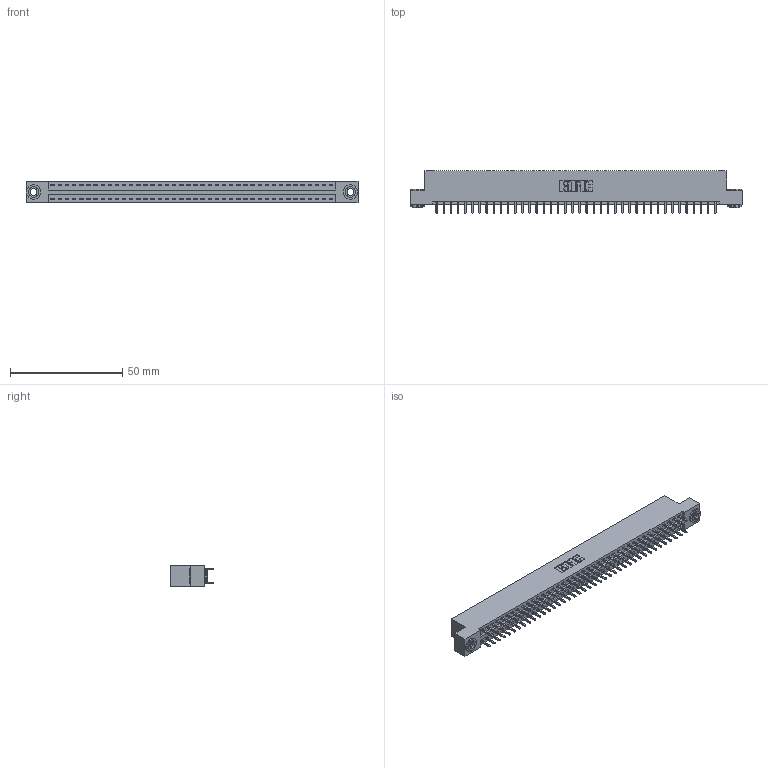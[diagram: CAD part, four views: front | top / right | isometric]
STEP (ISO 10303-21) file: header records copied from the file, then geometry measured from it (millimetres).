
FILE_DESCRIPTION (( 'STEP AP203' ), '1' );
FILE_NAME ('346-080-521-203.STEP', '2022-05-25T15:22:49', ( '' ), ( '' ), 'SwSTEP 2.0', 'SolidWorks 2020', '' );
FILE_SCHEMA (( 'CONFIG_CONTROL_DESIGN' ));
Length unit declared in the file: inch
Products named in the file (4): 346-080-521-203; 345-250-002_345-250-002-102; 346 Part_Flush Mounting Lugs - 0.156 Dia-TH; 345-292-001_345-293-121
Assembly tree (83 placements, depth 2):
  346-080-521-203
    346 Part_Flush Mounting Lugs - 0.156 Dia-TH
    345-292-001_345-293-121  x80
    345-250-002_345-250-002-102  x2
Bounding box: 147.57 x 19.05 x 9.4 mm (x, y, z)
Volume: 14343.4 mm3; surface area: 19713.4 mm2
Topology: 83 solids, 83 shells, 4334 faces, 12841 edges, 8450 vertices
Faces by surface type: plane 2900, cylinder 1426, cone 8
Entity records: 27458 total; most frequent: CARTESIAN_POINT 4509, ORIENTED_EDGE 4434, DIRECTION 4055, EDGE_CURVE 2217, LINE 1901, VECTOR 1901, VERTEX_POINT 1474, AXIS2_PLACEMENT_3D 1077
